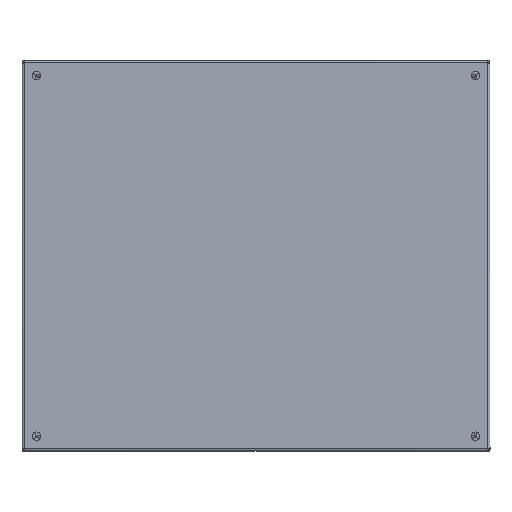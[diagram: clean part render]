
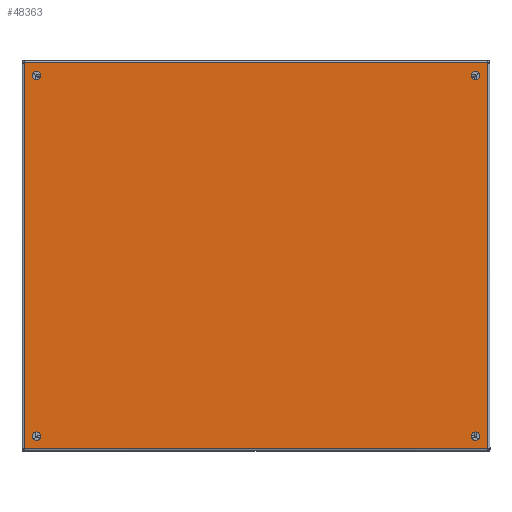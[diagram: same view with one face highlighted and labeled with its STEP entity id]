
A CAD part, top view. The second image highlights one B-rep face of the part: STEP entity #48363.
In plain terms, the highlighted planar face has unit normal (0, 0, 1).
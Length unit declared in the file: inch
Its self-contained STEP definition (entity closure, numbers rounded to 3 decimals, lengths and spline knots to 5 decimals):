
#28 = ORIENTED_EDGE ( 'NONE', *, *, #6405, .T. ) ;
#908 = DIRECTION ( 'NONE',  ( 0., 0., -1. ) ) ;
#909 = ORIENTED_EDGE ( 'NONE', *, *, #9928, .F. ) ;
#1848 = ORIENTED_EDGE ( 'NONE', *, *, #45764, .F. ) ;
#2110 = LINE ( 'NONE', #66689, #10082 ) ;
#2568 = ORIENTED_EDGE ( 'NONE', *, *, #33802, .T. ) ;
#4060 = AXIS2_PLACEMENT_3D ( 'NONE', #32585, #51105, #25384 ) ;
#4275 = LINE ( 'NONE', #25748, #38079 ) ;
#5163 = CARTESIAN_POINT ( 'NONE',  ( -0.01975, 19.75777, 10.9175 ) ) ;
#5321 = DIRECTION ( 'NONE',  ( -1., 0., 0. ) ) ;
#6163 = CARTESIAN_POINT ( 'NONE',  ( 23.125, 19.125, 10.9175 ) ) ;
#6405 = EDGE_CURVE ( 'NONE', #14535, #14535, #65106, .T. ) ;
#6666 = EDGE_CURVE ( 'NONE', #43148, #55206, #60024, .T. ) ;
#7476 = DIRECTION ( 'NONE',  ( -1., 0., 0. ) ) ;
#9566 = EDGE_LOOP ( 'NONE', ( #12291 ) ) ;
#9787 = ORIENTED_EDGE ( 'NONE', *, *, #66296, .T. ) ;
#9928 = EDGE_CURVE ( 'NONE', #49846, #55206, #58026, .T. ) ;
#10082 = VECTOR ( 'NONE', #35184, 39.37008 ) ;
#10842 = DIRECTION ( 'NONE',  ( -1., 0., 0. ) ) ;
#12291 = ORIENTED_EDGE ( 'NONE', *, *, #13169, .T. ) ;
#12813 = CARTESIAN_POINT ( 'NONE',  ( 0.40625, 19.125, 10.9175 ) ) ;
#13169 = EDGE_CURVE ( 'NONE', #38295, #38295, #81575, .T. ) ;
#14225 = VERTEX_POINT ( 'NONE', #78773 ) ;
#14535 = VERTEX_POINT ( 'NONE', #28037 ) ;
#15834 = EDGE_CURVE ( 'NONE', #43148, #61613, #4275, .T. ) ;
#16814 = FACE_OUTER_BOUND ( 'NONE', #57772, .T. ) ;
#21434 = ORIENTED_EDGE ( 'NONE', *, *, #15834, .F. ) ;
#22460 = CIRCLE ( 'NONE', #69232, 0.07 ) ;
#22595 = DIRECTION ( 'NONE',  ( 0., 0., -1. ) ) ;
#22970 = DIRECTION ( 'NONE',  ( 1., 0., 0. ) ) ;
#23526 = DIRECTION ( 'NONE',  ( 0., 0., -1. ) ) ;
#23527 = AXIS2_PLACEMENT_3D ( 'NONE', #6163, #62060, #5321 ) ;
#24628 = ORIENTED_EDGE ( 'NONE', *, *, #73170, .F. ) ;
#25203 = CARTESIAN_POINT ( 'NONE',  ( -0.00777, -0.01975, 10.9175 ) ) ;
#25384 = DIRECTION ( 'NONE',  ( 1., 0., 0. ) ) ;
#25748 = CARTESIAN_POINT ( 'NONE',  ( 11.875, -0.01975, 10.9175 ) ) ;
#26456 = DIRECTION ( 'NONE',  ( 1., 0., 0. ) ) ;
#28037 = CARTESIAN_POINT ( 'NONE',  ( 22.90625, 0.625, 10.9175 ) ) ;
#28762 = AXIS2_PLACEMENT_3D ( 'NONE', #79262, #22595, #48019 ) ;
#29689 = FACE_BOUND ( 'NONE', #38286, .T. ) ;
#30316 = PLANE ( 'NONE',  #78309 ) ;
#30528 = AXIS2_PLACEMENT_3D ( 'NONE', #79675, #23526, #48147 ) ;
#31973 = CARTESIAN_POINT ( 'NONE',  ( -0.01975, -0.00777, 10.9175 ) ) ;
#32170 = VERTEX_POINT ( 'NONE', #31973 ) ;
#32585 = CARTESIAN_POINT ( 'NONE',  ( -0.06289, 19.81289, 10.9175 ) ) ;
#33515 = DIRECTION ( 'NONE',  ( 1., 0., 0. ) ) ;
#33802 = EDGE_CURVE ( 'NONE', #54870, #54870, #55208, .T. ) ;
#35184 = DIRECTION ( 'NONE',  ( 0., 1., 0. ) ) ;
#35473 = CARTESIAN_POINT ( 'NONE',  ( 22.90625, 19.125, 10.9175 ) ) ;
#35950 = ORIENTED_EDGE ( 'NONE', *, *, #6666, .T. ) ;
#36586 = FACE_BOUND ( 'NONE', #9566, .T. ) ;
#38079 = VECTOR ( 'NONE', #7476, 39.37008 ) ;
#38286 = EDGE_LOOP ( 'NONE', ( #28 ) ) ;
#38295 = VERTEX_POINT ( 'NONE', #35473 ) ;
#38419 = CARTESIAN_POINT ( 'NONE',  ( 23.81289, -0.06289, 10.9175 ) ) ;
#38899 = CARTESIAN_POINT ( 'NONE',  ( -0.00777, 19.76975, 10.9175 ) ) ;
#39012 = CARTESIAN_POINT ( 'NONE',  ( 23.76975, 9.875, 10.9175 ) ) ;
#39420 = VERTEX_POINT ( 'NONE', #58392 ) ;
#39451 = DIRECTION ( 'NONE',  ( -1., 0., 0. ) ) ;
#41020 = AXIS2_PLACEMENT_3D ( 'NONE', #58135, #64767, #33515 ) ;
#42549 = FACE_BOUND ( 'NONE', #45821, .T. ) ;
#43148 = VERTEX_POINT ( 'NONE', #50452 ) ;
#45764 = EDGE_CURVE ( 'NONE', #32170, #70277, #2110, .T. ) ;
#45821 = EDGE_LOOP ( 'NONE', ( #2568 ) ) ;
#46318 = ORIENTED_EDGE ( 'NONE', *, *, #69988, .T. ) ;
#46770 = CARTESIAN_POINT ( 'NONE',  ( 23.76975, 19.75777, 10.9175 ) ) ;
#48019 = DIRECTION ( 'NONE',  ( -1., 0., 0. ) ) ;
#48147 = DIRECTION ( 'NONE',  ( -1., 0., 0. ) ) ;
#48363 = ADVANCED_FACE ( 'NONE', ( #42549, #36586, #75139, #29689, #16814 ), #30316, .F. ) ;
#49529 = CIRCLE ( 'NONE', #41020, 0.07 ) ;
#49846 = VERTEX_POINT ( 'NONE', #46770 ) ;
#50452 = CARTESIAN_POINT ( 'NONE',  ( 23.75777, -0.01975, 10.9175 ) ) ;
#50709 = LINE ( 'NONE', #73683, #62599 ) ;
#51105 = DIRECTION ( 'NONE',  ( 0., 0., -1. ) ) ;
#51654 = DIRECTION ( 'NONE',  ( 0., -1., 0. ) ) ;
#53533 = CIRCLE ( 'NONE', #4060, 0.07 ) ;
#53882 = EDGE_CURVE ( 'NONE', #32170, #61613, #22460, .T. ) ;
#54870 = VERTEX_POINT ( 'NONE', #12813 ) ;
#55018 = DIRECTION ( 'NONE',  ( 0., 0., -1. ) ) ;
#55206 = VERTEX_POINT ( 'NONE', #72637 ) ;
#55208 = CIRCLE ( 'NONE', #78654, 0.21875 ) ;
#57772 = EDGE_LOOP ( 'NONE', ( #35950, #909, #46318, #24628, #9787, #1848, #61997, #21434 ) ) ;
#58026 = LINE ( 'NONE', #39012, #62920 ) ;
#58135 = CARTESIAN_POINT ( 'NONE',  ( 23.81289, 19.81289, 10.9175 ) ) ;
#58392 = CARTESIAN_POINT ( 'NONE',  ( 23.75777, 19.76975, 10.9175 ) ) ;
#58578 = EDGE_CURVE ( 'NONE', #14225, #14225, #62694, .T. ) ;
#59013 = DIRECTION ( 'NONE',  ( 0., 0., -1. ) ) ;
#59502 = ORIENTED_EDGE ( 'NONE', *, *, #58578, .T. ) ;
#60024 = CIRCLE ( 'NONE', #78005, 0.07 ) ;
#61231 = DIRECTION ( 'NONE',  ( 1., 0., 0. ) ) ;
#61613 = VERTEX_POINT ( 'NONE', #25203 ) ;
#61997 = ORIENTED_EDGE ( 'NONE', *, *, #53882, .T. ) ;
#62060 = DIRECTION ( 'NONE',  ( 0., 0., -1. ) ) ;
#62599 = VECTOR ( 'NONE', #61231, 39.37008 ) ;
#62694 = CIRCLE ( 'NONE', #30528, 0.21875 ) ;
#62920 = VECTOR ( 'NONE', #51654, 39.37008 ) ;
#64767 = DIRECTION ( 'NONE',  ( 0., 0., -1. ) ) ;
#65106 = CIRCLE ( 'NONE', #28762, 0.21875 ) ;
#65356 = CARTESIAN_POINT ( 'NONE',  ( 0.625, 19.125, 10.9175 ) ) ;
#65538 = VERTEX_POINT ( 'NONE', #38899 ) ;
#66296 = EDGE_CURVE ( 'NONE', #65538, #70277, #53533, .T. ) ;
#66689 = CARTESIAN_POINT ( 'NONE',  ( -0.01975, 9.875, 10.9175 ) ) ;
#69232 = AXIS2_PLACEMENT_3D ( 'NONE', #79359, #55018, #22970 ) ;
#69988 = EDGE_CURVE ( 'NONE', #49846, #39420, #49529, .T. ) ;
#70277 = VERTEX_POINT ( 'NONE', #5163 ) ;
#72536 = CARTESIAN_POINT ( 'NONE',  ( 11.875, 9.875, 10.9175 ) ) ;
#72637 = CARTESIAN_POINT ( 'NONE',  ( 23.76975, -0.00777, 10.9175 ) ) ;
#73170 = EDGE_CURVE ( 'NONE', #65538, #39420, #50709, .T. ) ;
#73683 = CARTESIAN_POINT ( 'NONE',  ( 11.875, 19.76975, 10.9175 ) ) ;
#75139 = FACE_BOUND ( 'NONE', #80831, .T. ) ;
#78005 = AXIS2_PLACEMENT_3D ( 'NONE', #38419, #908, #26456 ) ;
#78309 = AXIS2_PLACEMENT_3D ( 'NONE', #72536, #78876, #10842 ) ;
#78654 = AXIS2_PLACEMENT_3D ( 'NONE', #65356, #59013, #39451 ) ;
#78773 = CARTESIAN_POINT ( 'NONE',  ( 0.40625, 0.625, 10.9175 ) ) ;
#78876 = DIRECTION ( 'NONE',  ( 0., 0., -1. ) ) ;
#79262 = CARTESIAN_POINT ( 'NONE',  ( 23.125, 0.625, 10.9175 ) ) ;
#79359 = CARTESIAN_POINT ( 'NONE',  ( -0.06289, -0.06289, 10.9175 ) ) ;
#79675 = CARTESIAN_POINT ( 'NONE',  ( 0.625, 0.625, 10.9175 ) ) ;
#80831 = EDGE_LOOP ( 'NONE', ( #59502 ) ) ;
#81575 = CIRCLE ( 'NONE', #23527, 0.21875 ) ;
